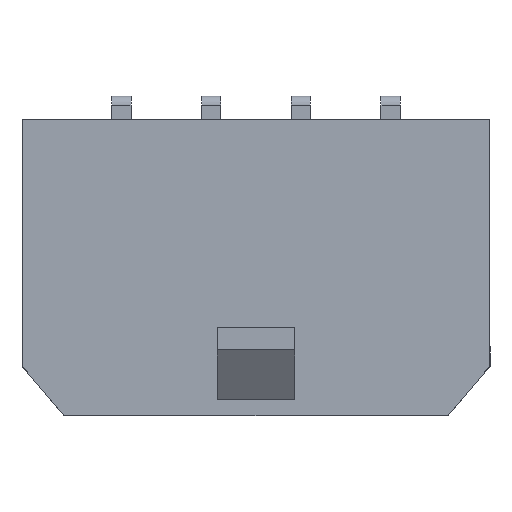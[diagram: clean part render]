
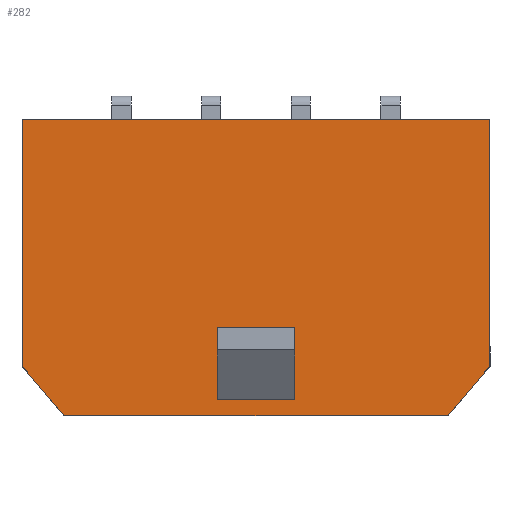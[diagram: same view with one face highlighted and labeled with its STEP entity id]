
A CAD part, top view. The second image highlights one B-rep face of the part: STEP entity #282.
In plain terms, the highlighted planar face has unit normal (0, 0, 1).
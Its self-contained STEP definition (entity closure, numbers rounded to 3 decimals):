
#282=ADVANCED_FACE('',(#637,#638),#468,.T.);
#468=PLANE('',#3507);
#637=FACE_BOUND('',#666,.T.);
#638=FACE_BOUND('',#667,.T.);
#666=EDGE_LOOP('',(#975,#976,#977,#978,#979,#980));
#667=EDGE_LOOP('',(#981,#982,#983,#984));
#975=ORIENTED_EDGE('',*,*,#2222,.F.);
#976=ORIENTED_EDGE('',*,*,#2205,.F.);
#977=ORIENTED_EDGE('',*,*,#2247,.T.);
#978=ORIENTED_EDGE('',*,*,#2214,.T.);
#979=ORIENTED_EDGE('',*,*,#2219,.F.);
#980=ORIENTED_EDGE('',*,*,#2242,.F.);
#981=ORIENTED_EDGE('',*,*,#2248,.T.);
#982=ORIENTED_EDGE('',*,*,#2249,.T.);
#983=ORIENTED_EDGE('',*,*,#2250,.F.);
#984=ORIENTED_EDGE('',*,*,#2251,.F.);
#1888=VERTEX_POINT('',#4777);
#1889=VERTEX_POINT('',#4779);
#1897=VERTEX_POINT('',#4796);
#1898=VERTEX_POINT('',#4798);
#1901=VERTEX_POINT('',#4806);
#1902=VERTEX_POINT('',#4810);
#1925=VERTEX_POINT('',#4863);
#1926=VERTEX_POINT('',#4864);
#1927=VERTEX_POINT('',#4866);
#1928=VERTEX_POINT('',#4868);
#2205=EDGE_CURVE('',#1888,#1889,#2688,.T.);
#2214=EDGE_CURVE('',#1898,#1897,#2697,.T.);
#2219=EDGE_CURVE('',#1901,#1897,#2702,.T.);
#2222=EDGE_CURVE('',#1889,#1902,#2705,.T.);
#2242=EDGE_CURVE('',#1902,#1901,#2725,.T.);
#2247=EDGE_CURVE('',#1888,#1898,#2730,.T.);
#2248=EDGE_CURVE('',#1925,#1926,#2731,.T.);
#2249=EDGE_CURVE('',#1926,#1927,#2732,.T.);
#2250=EDGE_CURVE('',#1928,#1927,#2733,.T.);
#2251=EDGE_CURVE('',#1925,#1928,#2734,.T.);
#2688=LINE('',#4778,#3131);
#2697=LINE('',#4797,#3140);
#2702=LINE('',#4807,#3145);
#2705=LINE('',#4813,#3148);
#2725=LINE('',#4853,#3168);
#2730=LINE('',#4861,#3173);
#2731=LINE('',#4862,#3174);
#2732=LINE('',#4865,#3175);
#2733=LINE('',#4867,#3176);
#2734=LINE('',#4869,#3177);
#3131=VECTOR('',#3811,1.);
#3140=VECTOR('',#3822,1.);
#3145=VECTOR('',#3829,1.);
#3148=VECTOR('',#3834,1.);
#3168=VECTOR('',#3856,1.);
#3173=VECTOR('',#3863,1.);
#3174=VECTOR('',#3864,1.);
#3175=VECTOR('',#3865,1.);
#3176=VECTOR('',#3866,1.);
#3177=VECTOR('',#3867,1.);
#3507=AXIS2_PLACEMENT_3D('',#4870,#3868,#3869);
#3811=DIRECTION('',(0.,-1.,0.));
#3822=DIRECTION('',(0.,-1.,0.));
#3829=DIRECTION('',(-0.643,0.766,0.));
#3834=DIRECTION('',(-0.643,-0.766,0.));
#3856=DIRECTION('',(-1.,0.,0.));
#3863=DIRECTION('',(-1.,0.,0.));
#3864=DIRECTION('',(-1.,0.,0.));
#3865=DIRECTION('',(0.,1.,0.));
#3866=DIRECTION('',(-1.,0.,0.));
#3867=DIRECTION('',(0.,1.,0.));
#3868=DIRECTION('',(0.,0.,1.));
#3869=DIRECTION('',(1.,0.,0.));
#4777=CARTESIAN_POINT('',(7.825,9.9,3.86));
#4778=CARTESIAN_POINT('',(7.825,9.9,3.86));
#4779=CARTESIAN_POINT('',(7.825,1.668,3.86));
#4796=CARTESIAN_POINT('',(-7.825,1.668,3.86));
#4797=CARTESIAN_POINT('',(-7.825,9.9,3.86));
#4798=CARTESIAN_POINT('',(-7.825,9.9,3.86));
#4806=CARTESIAN_POINT('',(-6.425,0.,3.86));
#4807=CARTESIAN_POINT('',(-6.425,0.,3.86));
#4810=CARTESIAN_POINT('',(6.425,0.,3.86));
#4813=CARTESIAN_POINT('',(7.825,1.668,3.86));
#4853=CARTESIAN_POINT('',(7.825,0.,3.86));
#4861=CARTESIAN_POINT('',(7.825,9.9,3.86));
#4862=CARTESIAN_POINT('',(1.3,0.54,3.86));
#4863=CARTESIAN_POINT('',(1.3,0.54,3.86));
#4864=CARTESIAN_POINT('',(-1.3,0.54,3.86));
#4865=CARTESIAN_POINT('',(-1.3,0.54,3.86));
#4866=CARTESIAN_POINT('',(-1.3,2.95,3.86));
#4867=CARTESIAN_POINT('',(1.3,2.95,3.86));
#4868=CARTESIAN_POINT('',(1.3,2.95,3.86));
#4869=CARTESIAN_POINT('',(1.3,0.54,3.86));
#4870=CARTESIAN_POINT('',(7.825,9.9,3.86));
